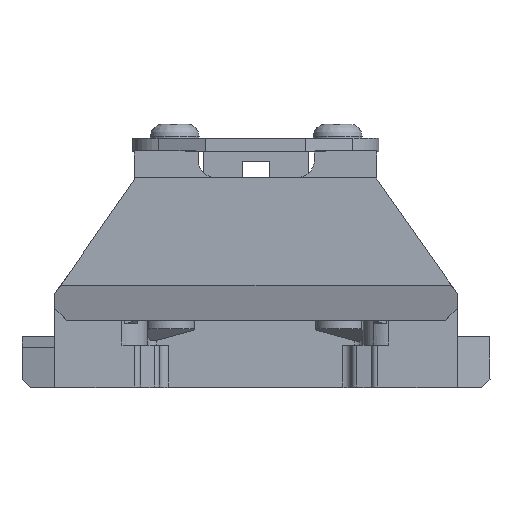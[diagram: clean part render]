
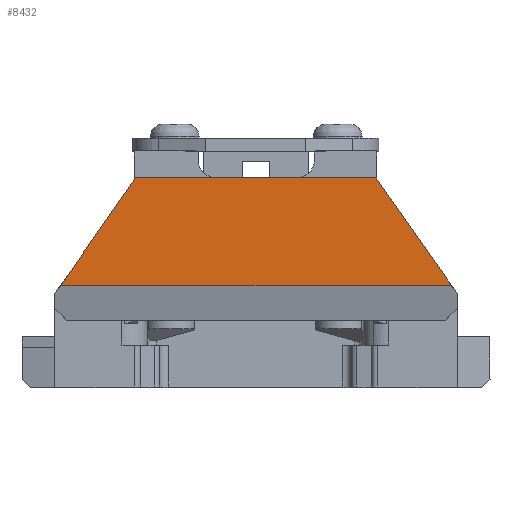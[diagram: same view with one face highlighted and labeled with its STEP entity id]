
A CAD part, top view. The second image highlights one B-rep face of the part: STEP entity #8432.
In plain terms, the highlighted face is planar.
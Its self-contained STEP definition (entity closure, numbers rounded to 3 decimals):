
#277=PLANE('',#9083);
#648=FACE_OUTER_BOUND('',#1147,.T.);
#1147=EDGE_LOOP('',(#6219,#6220,#6221,#6222,#6223,#6224));
#2037=LINE('',#17790,#2951);
#2133=LINE('',#18048,#3047);
#2134=LINE('',#18050,#3048);
#2135=LINE('',#18052,#3049);
#2136=LINE('',#18054,#3050);
#2137=LINE('',#18055,#3051);
#2951=VECTOR('',#9979,10.);
#3047=VECTOR('',#10149,10.);
#3048=VECTOR('',#10150,10.);
#3049=VECTOR('',#10151,10.);
#3050=VECTOR('',#10152,10.);
#3051=VECTOR('',#10153,10.);
#3916=VERTEX_POINT('',#17787);
#3917=VERTEX_POINT('',#17789);
#4018=VERTEX_POINT('',#18047);
#4019=VERTEX_POINT('',#18049);
#4020=VERTEX_POINT('',#18051);
#4021=VERTEX_POINT('',#18053);
#4766=EDGE_CURVE('',#3916,#3917,#2037,.F.);
#4885=EDGE_CURVE('',#3916,#4018,#2133,.T.);
#4886=EDGE_CURVE('',#4018,#4019,#2134,.F.);
#4887=EDGE_CURVE('',#4019,#4020,#2135,.F.);
#4888=EDGE_CURVE('',#4021,#4020,#2136,.T.);
#4889=EDGE_CURVE('',#3917,#4021,#2137,.T.);
#6219=ORIENTED_EDGE('',*,*,#4885,.T.);
#6220=ORIENTED_EDGE('',*,*,#4886,.T.);
#6221=ORIENTED_EDGE('',*,*,#4887,.T.);
#6222=ORIENTED_EDGE('',*,*,#4888,.F.);
#6223=ORIENTED_EDGE('',*,*,#4889,.F.);
#6224=ORIENTED_EDGE('',*,*,#4766,.F.);
#8432=ADVANCED_FACE('',(#648),#277,.T.);
#9083=AXIS2_PLACEMENT_3D('',#18046,#10147,#10148);
#9979=DIRECTION('',(-0.574,0.,-0.819));
#10147=DIRECTION('center_axis',(0.,-1.,0.));
#10148=DIRECTION('ref_axis',(1.,0.,0.));
#10149=DIRECTION('',(1.,0.,0.));
#10150=DIRECTION('',(0.574,0.,-0.819));
#10151=DIRECTION('',(0.,0.,-1.));
#10152=DIRECTION('',(1.,0.,0.));
#10153=DIRECTION('',(0.,0.,1.));
#17787=CARTESIAN_POINT('',(-21.154,-139.403,83.826));
#17789=CARTESIAN_POINT('',(-12.551,-139.403,96.113));
#17790=CARTESIAN_POINT('',(-25.96,-139.403,76.963));
#18046=CARTESIAN_POINT('Origin',(-19.54,-139.403,71.926));
#18047=CARTESIAN_POINT('',(24.474,-139.403,83.826));
#18048=CARTESIAN_POINT('',(20.056,-139.403,83.826));
#18049=CARTESIAN_POINT('',(15.799,-139.403,96.215));
#18050=CARTESIAN_POINT('',(29.279,-139.403,76.963));
#18051=CARTESIAN_POINT('',(15.799,-139.403,96.396));
#18052=CARTESIAN_POINT('',(15.799,-139.403,85.014));
#18053=CARTESIAN_POINT('',(-12.551,-139.403,96.396));
#18054=CARTESIAN_POINT('',(-14.232,-139.403,96.396));
#18055=CARTESIAN_POINT('',(-12.551,-139.403,85.014));
